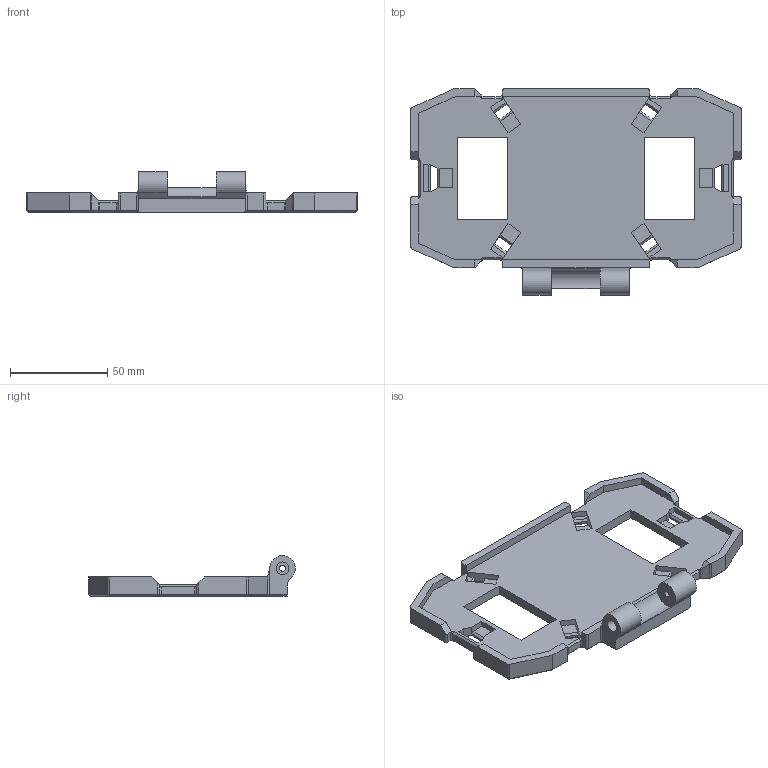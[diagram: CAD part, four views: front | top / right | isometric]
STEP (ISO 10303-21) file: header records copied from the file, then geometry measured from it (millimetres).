
FILE_DESCRIPTION(/* description */ (''),/* implementation_level */ '2;1');
FILE_NAME(/* name */ 'Phone Holder.step',/* time_stamp */ '2025-10-26T03:19:16-04:00',/* author */ (''),/* organization */ (''),/* preprocessor_version */ 'ST-DEVELOPER v20.1',/* originating_system */ 'Autodesk Translation Framework v14.17.0.0',/* authorisation */ '');
FILE_SCHEMA (('AUTOMOTIVE_DESIGN { 1 0 10303 214 3 1 1 }'));
Length unit declared in the file: millimetre
Products named in the file (1): 2025-10-26-03-19-15-876
Bounding box: 170 x 106.19 x 21 mm (x, y, z)
Volume: 86819 mm3; surface area: 36586.9 mm2
Topology: 1 solids, 1 shells, 320 faces, 823 edges, 488 vertices
Faces by surface type: plane 234, cone 46, cylinder 40
Full cylindrical faces by diameter (mm): 3.1 x2, 6.5 x1
Entity records: 9330 total; most frequent: CARTESIAN_POINT 1660, ORIENTED_EDGE 1606, DIRECTION 1531, EDGE_CURVE 803, LINE 669, VECTOR 669, VERTEX_POINT 488, AXIS2_PLACEMENT_3D 431
